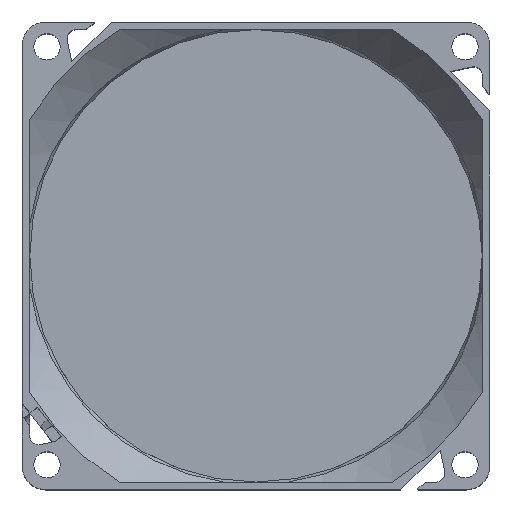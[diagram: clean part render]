
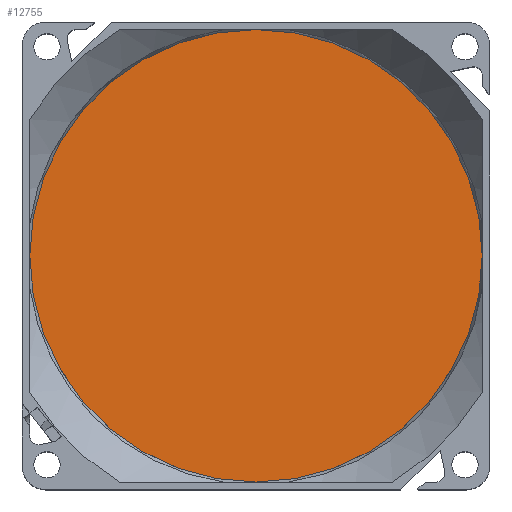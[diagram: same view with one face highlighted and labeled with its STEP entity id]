
A CAD part, top view. The second image highlights one B-rep face of the part: STEP entity #12755.
In plain terms, the highlighted planar face has unit normal (0, 0, 1).
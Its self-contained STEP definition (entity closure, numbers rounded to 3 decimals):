
#4841=CARTESIAN_POINT('',(0.,0.,0.));
#4842=DIRECTION('',(0.,0.,1.));
#4843=DIRECTION('',(1.,0.,0.));
#4844=AXIS2_PLACEMENT_3D('',#4841,#4842,#4843);
#4846=CARTESIAN_POINT('',(0.,0.,0.));
#4847=DIRECTION('',(0.,0.,1.));
#4848=DIRECTION('',(-1.,0.,0.));
#4849=AXIS2_PLACEMENT_3D('',#4846,#4847,#4848);
#6806=CARTESIAN_POINT('',(38.7,0.,0.));
#6807=CARTESIAN_POINT('',(-38.7,0.,0.));
#6808=VERTEX_POINT('',#6806);
#6809=VERTEX_POINT('',#6807);
#12746=CARTESIAN_POINT('',(0.,0.,0.));
#12747=DIRECTION('',(0.,0.,-1.));
#12748=DIRECTION('',(-1.,0.,0.));
#12749=AXIS2_PLACEMENT_3D('',#12746,#12747,#12748);
#12750=PLANE('',#12749);
#12751=ORIENTED_EDGE('',*,*,#12701,.F.);
#12752=ORIENTED_EDGE('',*,*,#12599,.F.);
#12753=EDGE_LOOP('',(#12751,#12752));
#12754=FACE_OUTER_BOUND('',#12753,.F.);
#12755=ADVANCED_FACE('',(#12754),#12750,.F.);
#4845=CIRCLE('',#4844,38.7);
#4850=CIRCLE('',#4849,38.7);
#12599=EDGE_CURVE('',#6809,#6808,#4850,.T.);
#12701=EDGE_CURVE('',#6808,#6809,#4845,.T.);
